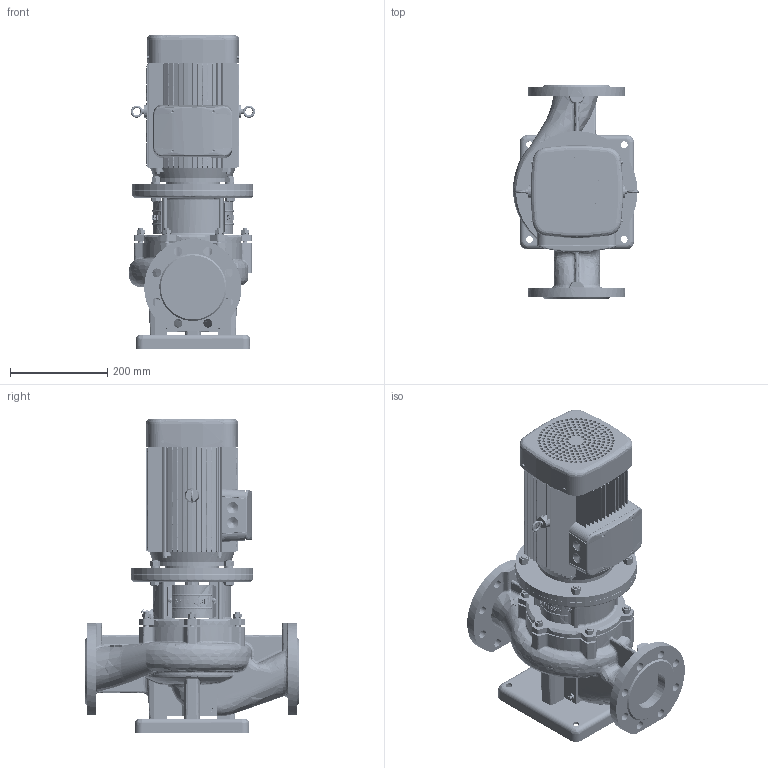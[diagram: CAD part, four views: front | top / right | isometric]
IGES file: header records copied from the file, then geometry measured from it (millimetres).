
Global section: file name: 015P2030 (RV 80-2002); native system: AutoCAD 2021 — Русский (Russian),62HAutod; preprocessor: esk Translation Framework DWG producer (atf_dwg_producer); organization: unknown; date: 20230821.230634; units: millimetre
Bounding box: 259.46 x 440 x 647 mm (x, y, z)
Volume: 18855865.4 mm3; surface area: 1629526.5 mm2
Topology: 51 solids, 52 shells, 4120 faces, 11911 edges, 8413 vertices
Faces by surface type: bspline 4026, revolution 94
